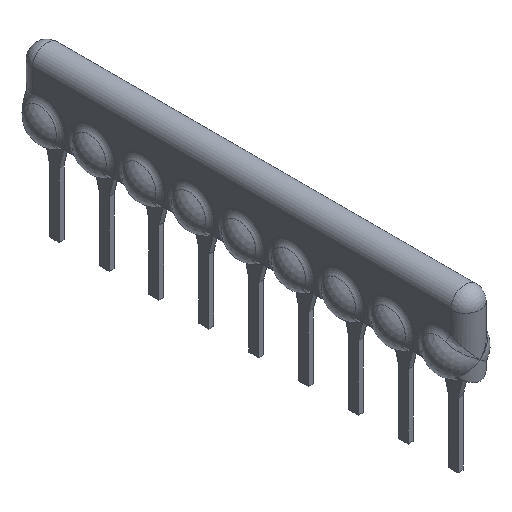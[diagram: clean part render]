
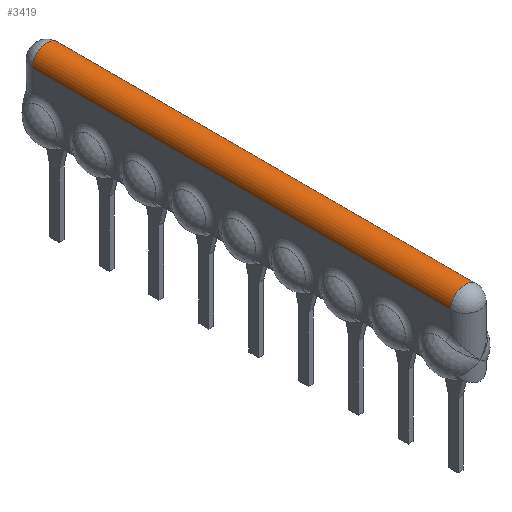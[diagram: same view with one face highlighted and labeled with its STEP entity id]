
A CAD part, isometric view. The second image highlights one B-rep face of the part: STEP entity #3419.
In plain terms, the highlighted cylindrical face has radius 0.75 mm (diameter 1.5 mm), a partial arc.
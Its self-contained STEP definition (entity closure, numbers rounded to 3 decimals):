
#444=DIRECTION('',(0.,1.,0.));
#445=VECTOR('',#444,21.31);
#446=CARTESIAN_POINT('',(0.75,0.75,2.195));
#447=LINE('',#446,#445);
#786=CARTESIAN_POINT('',(0.,22.06,2.195));
#787=DIRECTION('',(0.,-1.,0.));
#788=DIRECTION('',(1.,0.,0.));
#789=AXIS2_PLACEMENT_3D('',#786,#787,#788);
#791=CARTESIAN_POINT('',(0.,0.75,2.195));
#792=DIRECTION('',(0.,-1.,0.));
#793=DIRECTION('',(1.,0.,0.));
#794=AXIS2_PLACEMENT_3D('',#791,#792,#793);
#796=DIRECTION('',(0.,1.,0.));
#797=VECTOR('',#796,21.31);
#798=CARTESIAN_POINT('',(-0.75,0.75,2.195));
#799=LINE('',#798,#797);
#1947=CARTESIAN_POINT('',(0.75,0.75,2.195));
#1948=CARTESIAN_POINT('',(-0.75,0.75,2.195));
#1949=VERTEX_POINT('',#1947);
#1950=VERTEX_POINT('',#1948);
#2315=CARTESIAN_POINT('',(-0.75,22.06,2.195));
#2317=VERTEX_POINT('',#2315);
#2319=CARTESIAN_POINT('',(0.75,22.06,2.195));
#2320=VERTEX_POINT('',#2319);
#3406=CARTESIAN_POINT('',(0.,0.,2.195));
#3407=DIRECTION('',(0.,1.,0.));
#3408=DIRECTION('',(-1.,0.,0.));
#3409=AXIS2_PLACEMENT_3D('',#3406,#3407,#3408);
#3410=CYLINDRICAL_SURFACE('',#3409,0.75);
#3412=ORIENTED_EDGE('',*,*,#3411,.F.);
#3413=ORIENTED_EDGE('',*,*,#2917,.F.);
#3415=ORIENTED_EDGE('',*,*,#3414,.T.);
#3416=ORIENTED_EDGE('',*,*,#3375,.T.);
#3417=EDGE_LOOP('',(#3412,#3413,#3415,#3416));
#3418=FACE_OUTER_BOUND('',#3417,.F.);
#790=CIRCLE('',#789,0.75);
#795=CIRCLE('',#794,0.75);
#2917=EDGE_CURVE('',#1949,#2320,#447,.T.);
#3375=EDGE_CURVE('',#1950,#2317,#799,.T.);
#3411=EDGE_CURVE('',#2320,#2317,#790,.T.);
#3414=EDGE_CURVE('',#1949,#1950,#795,.T.);
#3419=ADVANCED_FACE('',(#3418),#3410,.T.);
